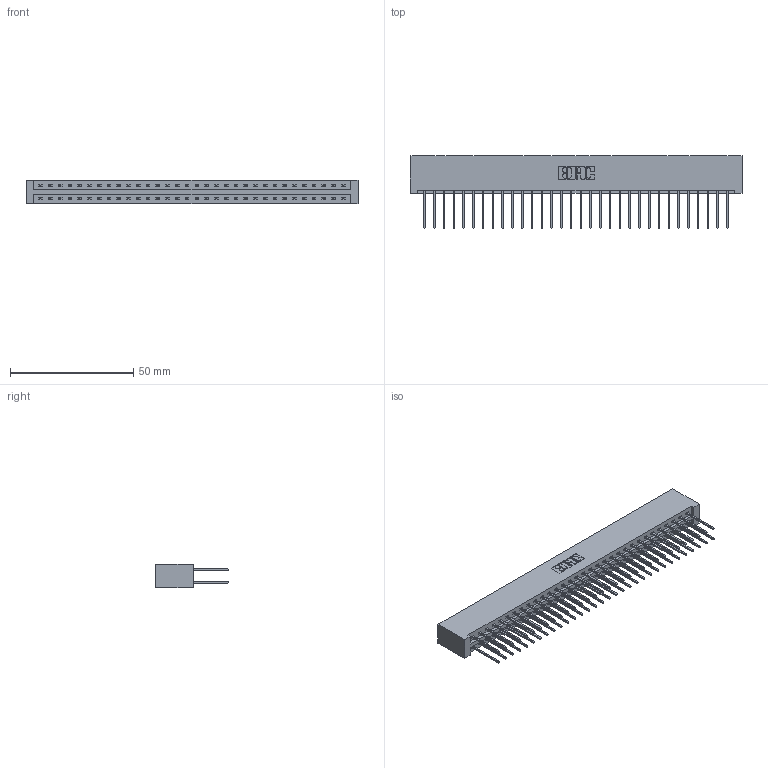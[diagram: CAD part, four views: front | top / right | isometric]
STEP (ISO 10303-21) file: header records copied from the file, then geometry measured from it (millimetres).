
FILE_DESCRIPTION (( 'STEP AP203' ), '1' );
FILE_NAME ('387-064-540-201.STEP', '2019-10-19T16:36:07', ( '' ), ( '' ), 'SwSTEP 2.0', 'SolidWorks 2016', '' );
FILE_SCHEMA (( 'CONFIG_CONTROL_DESIGN' ));
Length unit declared in the file: inch
Products named in the file (3): 387-064-540-201; 345-292-001_345-293-140; 337 Part_No Mounting Lugs
Assembly tree (65 placements, depth 2):
  387-064-540-201
    337 Part_No Mounting Lugs
    345-292-001_345-293-140  x64
Bounding box: 134.67 x 29.47 x 9.4 mm (x, y, z)
Volume: 15062.9 mm3; surface area: 18187 mm2
Topology: 65 solids, 65 shells, 3562 faces, 10591 edges, 6974 vertices
Faces by surface type: plane 2498, cylinder 1064
Entity records: 25845 total; most frequent: CARTESIAN_POINT 4362, ORIENTED_EDGE 4298, DIRECTION 3721, EDGE_CURVE 2149, LINE 2029, VECTOR 2029, VERTEX_POINT 1430, AXIS2_PLACEMENT_3D 846
